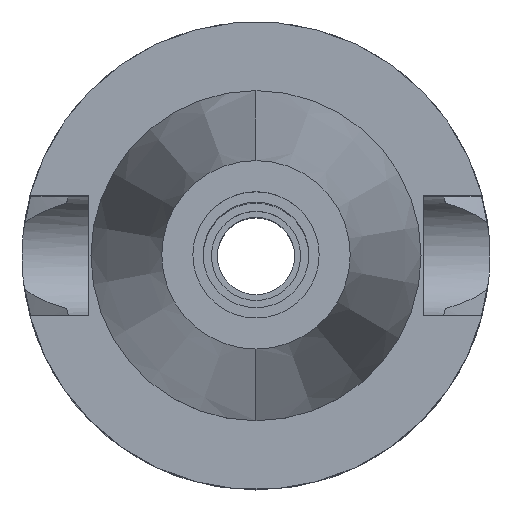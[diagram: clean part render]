
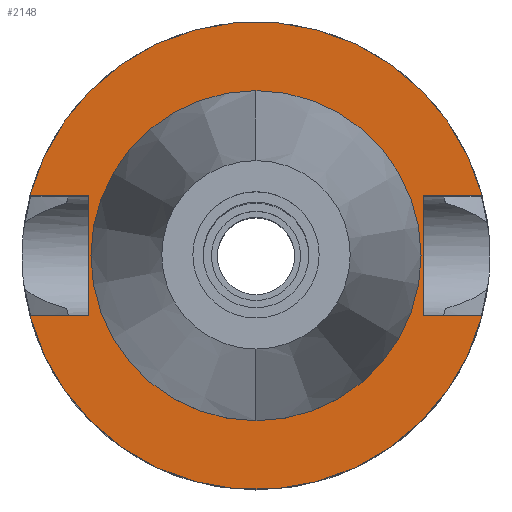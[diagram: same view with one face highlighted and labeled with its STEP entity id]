
A CAD part, top view. The second image highlights one B-rep face of the part: STEP entity #2148.
In plain terms, the highlighted planar face has unit normal (0, 0, 1).
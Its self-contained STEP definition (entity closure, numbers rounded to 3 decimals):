
#69 = EDGE_CURVE ( 'NONE', #339, #751, #602, .T. ) ;
#73 = AXIS2_PLACEMENT_3D ( 'NONE', #1686, #1826, #2610 ) ;
#122 = CARTESIAN_POINT ( 'NONE',  ( 0., 22.225, -2. ) ) ;
#257 = CARTESIAN_POINT ( 'NONE',  ( -22.5, -8.05, -2. ) ) ;
#262 = VERTEX_POINT ( 'NONE', #1224 ) ;
#299 = LINE ( 'NONE', #807, #348 ) ;
#318 = VERTEX_POINT ( 'NONE', #634 ) ;
#335 = EDGE_CURVE ( 'NONE', #1905, #2165, #1591, .T. ) ;
#339 = VERTEX_POINT ( 'NONE', #1144 ) ;
#348 = VECTOR ( 'NONE', #1065, 1000. ) ;
#388 = ORIENTED_EDGE ( 'NONE', *, *, #69, .T. ) ;
#426 = CARTESIAN_POINT ( 'NONE',  ( -30.454, -8.05, -2. ) ) ;
#454 = FACE_OUTER_BOUND ( 'NONE', #1036, .T. ) ;
#483 = DIRECTION ( 'NONE',  ( 1., 0., 0. ) ) ;
#543 = DIRECTION ( 'NONE',  ( 0., 1., 0. ) ) ;
#602 = LINE ( 'NONE', #1729, #2766 ) ;
#607 = ORIENTED_EDGE ( 'NONE', *, *, #3151, .T. ) ;
#634 = CARTESIAN_POINT ( 'NONE',  ( 22.5, -8.05, -2. ) ) ;
#676 = CARTESIAN_POINT ( 'NONE',  ( -30.454, 8.05, -2. ) ) ;
#707 = EDGE_CURVE ( 'NONE', #318, #3541, #752, .T. ) ;
#711 = EDGE_CURVE ( 'NONE', #2519, #3454, #829, .T. ) ;
#724 = PLANE ( 'NONE',  #3471 ) ;
#734 = DIRECTION ( 'NONE',  ( 0., 0., -1. ) ) ;
#751 = VERTEX_POINT ( 'NONE', #426 ) ;
#752 = LINE ( 'NONE', #1321, #2419 ) ;
#754 = CARTESIAN_POINT ( 'NONE',  ( 0., 0., -2. ) ) ;
#807 = CARTESIAN_POINT ( 'NONE',  ( 22.5, 8.05, -2. ) ) ;
#829 = CIRCLE ( 'NONE', #2535, 31.5 ) ;
#831 = DIRECTION ( 'NONE',  ( -1., 0., 0. ) ) ;
#860 = ORIENTED_EDGE ( 'NONE', *, *, #711, .F. ) ;
#872 = CARTESIAN_POINT ( 'NONE',  ( 0., 0., -2. ) ) ;
#991 = ORIENTED_EDGE ( 'NONE', *, *, #1726, .F. ) ;
#1014 = CARTESIAN_POINT ( 'NONE',  ( 0., -22.225, -2. ) ) ;
#1028 = DIRECTION ( 'NONE',  ( 0., 1., 0. ) ) ;
#1036 = EDGE_LOOP ( 'NONE', ( #388, #1038, #3065, #2335, #607, #860, #1748, #3110 ) ) ;
#1038 = ORIENTED_EDGE ( 'NONE', *, *, #1228, .F. ) ;
#1065 = DIRECTION ( 'NONE',  ( 0., -1., 0. ) ) ;
#1091 = CARTESIAN_POINT ( 'NONE',  ( 22.5, 8.05, -2. ) ) ;
#1098 = CARTESIAN_POINT ( 'NONE',  ( -22.5, 8.05, -2. ) ) ;
#1144 = CARTESIAN_POINT ( 'NONE',  ( -22.5, -8.05, -2. ) ) ;
#1224 = CARTESIAN_POINT ( 'NONE',  ( -22.5, 8.05, -2. ) ) ;
#1228 = EDGE_CURVE ( 'NONE', #3541, #751, #1246, .T. ) ;
#1246 = CIRCLE ( 'NONE', #2608, 31.5 ) ;
#1320 = ORIENTED_EDGE ( 'NONE', *, *, #335, .F. ) ;
#1321 = CARTESIAN_POINT ( 'NONE',  ( 22.5, -8.05, -2. ) ) ;
#1591 = CIRCLE ( 'NONE', #73, 22.225 ) ;
#1686 = CARTESIAN_POINT ( 'NONE',  ( 0., 0., -2. ) ) ;
#1697 = VECTOR ( 'NONE', #543, 1000. ) ;
#1720 = DIRECTION ( 'NONE',  ( 0., -1., 0. ) ) ;
#1726 = EDGE_CURVE ( 'NONE', #2165, #1905, #1833, .T. ) ;
#1729 = CARTESIAN_POINT ( 'NONE',  ( -22.5, -8.05, -2. ) ) ;
#1748 = ORIENTED_EDGE ( 'NONE', *, *, #2689, .F. ) ;
#1801 = VERTEX_POINT ( 'NONE', #3059 ) ;
#1826 = DIRECTION ( 'NONE',  ( 0., 0., 1. ) ) ;
#1833 = CIRCLE ( 'NONE', #2310, 22.225 ) ;
#1842 = DIRECTION ( 'NONE',  ( 0., 0., -1. ) ) ;
#1850 = DIRECTION ( 'NONE',  ( 0., -1., 0. ) ) ;
#1905 = VERTEX_POINT ( 'NONE', #122 ) ;
#1956 = EDGE_LOOP ( 'NONE', ( #1320, #991 ) ) ;
#2097 = CARTESIAN_POINT ( 'NONE',  ( 0., 0., -2. ) ) ;
#2108 = CARTESIAN_POINT ( 'NONE',  ( 30.454, -8.05, -2. ) ) ;
#2148 = ADVANCED_FACE ( 'NONE', ( #454, #3514 ), #724, .F. ) ;
#2165 = VERTEX_POINT ( 'NONE', #1014 ) ;
#2226 = DIRECTION ( 'NONE',  ( 0., 0., 1. ) ) ;
#2310 = AXIS2_PLACEMENT_3D ( 'NONE', #872, #2226, #1720 ) ;
#2335 = ORIENTED_EDGE ( 'NONE', *, *, #2631, .F. ) ;
#2419 = VECTOR ( 'NONE', #2934, 1000. ) ;
#2426 = CARTESIAN_POINT ( 'NONE',  ( 30.454, 8.05, -2. ) ) ;
#2519 = VERTEX_POINT ( 'NONE', #676 ) ;
#2535 = AXIS2_PLACEMENT_3D ( 'NONE', #2097, #3561, #1028 ) ;
#2608 = AXIS2_PLACEMENT_3D ( 'NONE', #3257, #734, #1850 ) ;
#2610 = DIRECTION ( 'NONE',  ( 0., 1., 0. ) ) ;
#2631 = EDGE_CURVE ( 'NONE', #1801, #318, #299, .T. ) ;
#2688 = DIRECTION ( 'NONE',  ( 0., -1., 0. ) ) ;
#2689 = EDGE_CURVE ( 'NONE', #262, #2519, #3637, .T. ) ;
#2766 = VECTOR ( 'NONE', #2856, 1000. ) ;
#2856 = DIRECTION ( 'NONE',  ( -1., 0., 0. ) ) ;
#2934 = DIRECTION ( 'NONE',  ( 1., 0., 0. ) ) ;
#3059 = CARTESIAN_POINT ( 'NONE',  ( 22.5, 8.05, -2. ) ) ;
#3065 = ORIENTED_EDGE ( 'NONE', *, *, #707, .F. ) ;
#3066 = LINE ( 'NONE', #257, #1697 ) ;
#3082 = EDGE_CURVE ( 'NONE', #339, #262, #3066, .T. ) ;
#3110 = ORIENTED_EDGE ( 'NONE', *, *, #3082, .F. ) ;
#3151 = EDGE_CURVE ( 'NONE', #1801, #3454, #3630, .T. ) ;
#3257 = CARTESIAN_POINT ( 'NONE',  ( 0., 0., -2. ) ) ;
#3405 = VECTOR ( 'NONE', #831, 1000. ) ;
#3407 = VECTOR ( 'NONE', #483, 1000. ) ;
#3454 = VERTEX_POINT ( 'NONE', #2426 ) ;
#3471 = AXIS2_PLACEMENT_3D ( 'NONE', #754, #1842, #2688 ) ;
#3514 = FACE_BOUND ( 'NONE', #1956, .T. ) ;
#3541 = VERTEX_POINT ( 'NONE', #2108 ) ;
#3561 = DIRECTION ( 'NONE',  ( 0., 0., -1. ) ) ;
#3630 = LINE ( 'NONE', #1091, #3407 ) ;
#3637 = LINE ( 'NONE', #1098, #3405 ) ;
